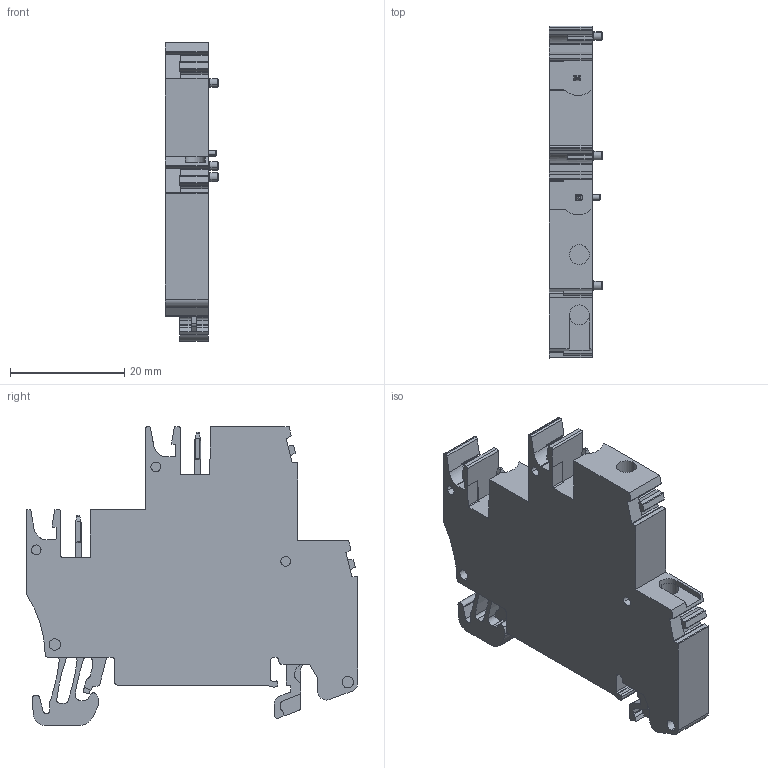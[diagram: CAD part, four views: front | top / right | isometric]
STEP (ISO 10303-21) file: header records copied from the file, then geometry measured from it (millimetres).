
FILE_DESCRIPTION(('CATIA V5R24 STEP','CAx-IF Rec.Pracs.--- Model Styling and Organization---1.2---2011-12-15'),'2;1');
FILE_NAME ('D1447453_0', '2017-09-18T12:43:45+00:00', ('Weidmueller Interface'), ('Weidmueller'), 'CATIA Version 5-6 Release 2014 SP4 HF52', 'CATIA V5 STEP AP214', 'none');
FILE_SCHEMA(('AUTOMOTIVE_DESIGN { 1 0 10303 214 1 1 1 1 }'));
Length unit declared in the file: millimetre
Products named in the file (1): v5-standard_part
Bounding box: 9.31 x 58 x 52.25 mm (x, y, z)
Volume: 14136.4 mm3; surface area: 6966 mm2
Topology: 3 solids, 3 shells, 398 faces, 1115 edges, 738 vertices
Faces by surface type: plane 225, cylinder 153, cone 10, torus 6, extrusion 4
Entity records: 12312 total; most frequent: CARTESIAN_POINT 2372, ORIENTED_EDGE 2230, DIRECTION 1735, EDGE_CURVE 1115, VECTOR 759, LINE 755, VERTEX_POINT 738, AXIS2_PLACEMENT_3D 647
